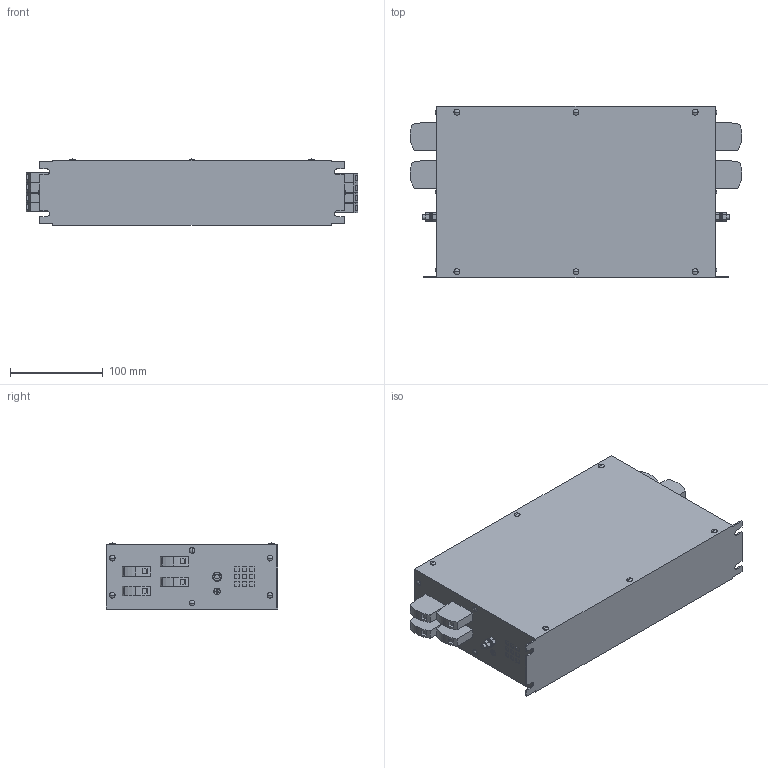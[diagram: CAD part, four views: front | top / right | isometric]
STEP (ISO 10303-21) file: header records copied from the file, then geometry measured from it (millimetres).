
FILE_DESCRIPTION (( 'STEP AP214' ), '1' );
FILE_NAME ('368951.STEP', '2024-08-16T08:41:25', ( '' ), ( '' ), 'SwSTEP 2.0', 'SolidWorks 2022', '' );
FILE_SCHEMA (( 'AUTOMOTIVE_DESIGN' ));
Length unit declared in the file: millimetre
Products named in the file (1): 368951
Bounding box: 358.06 x 185.05 x 71.27 mm (x, y, z)
Volume: 3948034.9 mm3; surface area: 204152.9 mm2
Topology: 1 solids, 1 shells, 975 faces, 2344 edges, 1558 vertices
Faces by surface type: plane 831, cylinder 108, sphere 36
Entity records: 28508 total; most frequent: CARTESIAN_POINT 5390, ORIENTED_EDGE 4688, DIRECTION 4568, EDGE_CURVE 2344, VECTOR 2040, LINE 2040, VERTEX_POINT 1558, AXIS2_PLACEMENT_3D 1264
